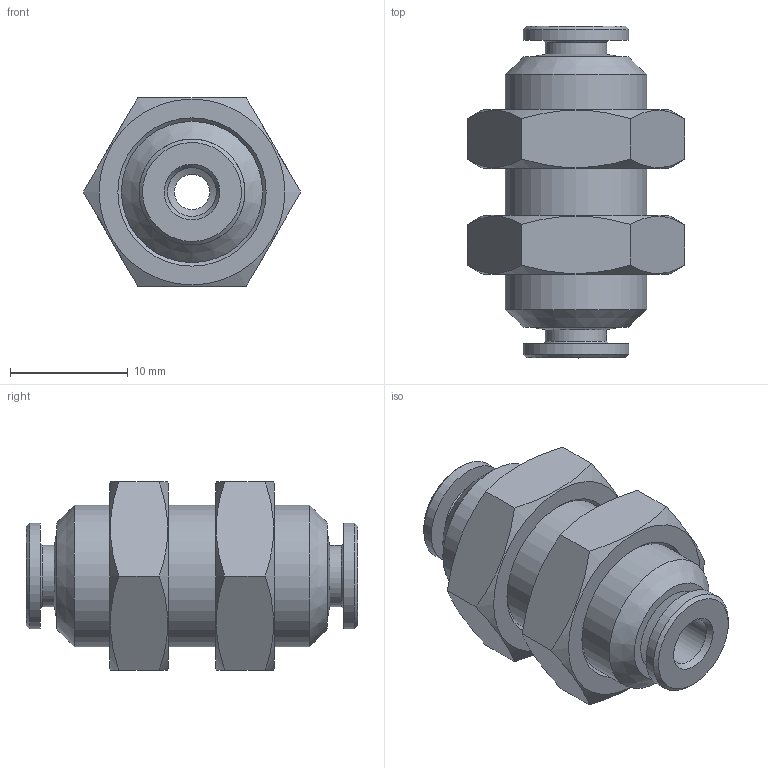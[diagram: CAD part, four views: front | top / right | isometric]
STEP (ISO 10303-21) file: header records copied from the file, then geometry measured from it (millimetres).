
FILE_DESCRIPTION( ( 'STEP AP214' ), '1' );
FILE_NAME( 'psolqas_19076_10.stp', '2020-12-01T17:12:36', ( 'License CC BY-ND 4.0' ), ( 'CADENAS' ), ' ', 'PARTsolutions', ' ' );
FILE_SCHEMA( ( 'AUTOMOTIVE_DESIGN { 1 0 10303 214 1 1 1 1 }' ) );
Length unit declared in the file: metre
Products named in the file (1): NONE
Bounding box: 18.48 x 28.2 x 16 mm (x, y, z)
Volume: 3420.8 mm3; surface area: 2246.1 mm2
Topology: 1 solids, 1 shells, 52 faces, 120 edges, 78 vertices
Faces by surface type: plane 22, cone 20, cylinder 10
Full cylindrical faces by diameter (mm): 3 x1, 4.15 x2, 5.2 x2, 9 x2, 12 x3
Entity records: 1816 total; most frequent: CARTESIAN_POINT 397, DIRECTION 194, ORIENTED_EDGE 164, EDGE_LOOP 92, AXIS2_PLACEMENT_3D 91, EDGE_CURVE 82, VERTEX_POINT 70, FACE_OUTER_BOUND 62
